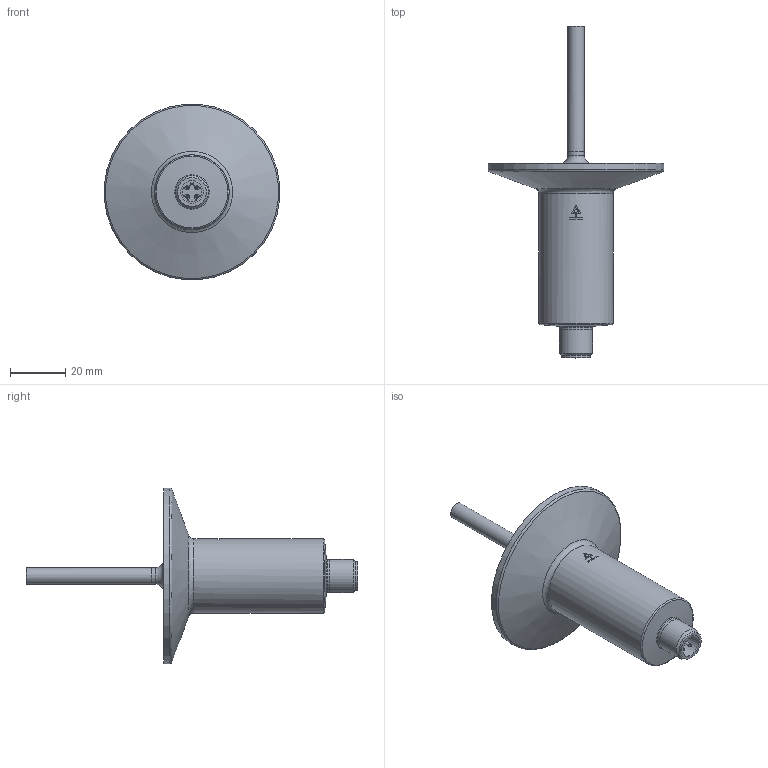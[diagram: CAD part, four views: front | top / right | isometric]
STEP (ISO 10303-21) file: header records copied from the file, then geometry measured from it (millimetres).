
FILE_DESCRIPTION(/* description */ (''),/* implementation_level */ '2;1');
FILE_NAME(/* name */ 'FXFF011',/* time_stamp */ '2016-11-14T16:49:37+01:00',/* author */ ('Zimmermann'),/* organization */ ('wenglor fluid GmbH'),/* preprocessor_version */ 'ST-DEVELOPER v16.7',/* originating_system */ 'DEX',/* authorisation */ $);
FILE_SCHEMA (('AUTOMOTIVE_DESIGN {1 0 10303 214 3 1 1}'));
Length unit declared in the file: millimetre
Products named in the file (1): TK_FXFF011
Bounding box: 63.76 x 120.69 x 63.76 mm (x, y, z)
Volume: 50599.5 mm3; surface area: 13829.6 mm2
Topology: 1 solids, 3 shells, 93 faces, 222 edges, 142 vertices
Faces by surface type: plane 36, cylinder 35, cone 12, torus 10
Full cylindrical faces by diameter (mm): 1 x4, 5.44 x1, 6 x1, 8.3 x1, 9.4 x1, 9.5 x1, 9.9 x1, 10 x1, 10.5 x1, 12 x2, 27 x1, 64 x1
Entity records: 3274 total; most frequent: CARTESIAN_POINT 577, DIRECTION 459, ORIENTED_EDGE 342, AXIS2_PLACEMENT_3D 195, EDGE_CURVE 171, EDGE_LOOP 143, FACE_BOUND 143, VERTEX_POINT 130
